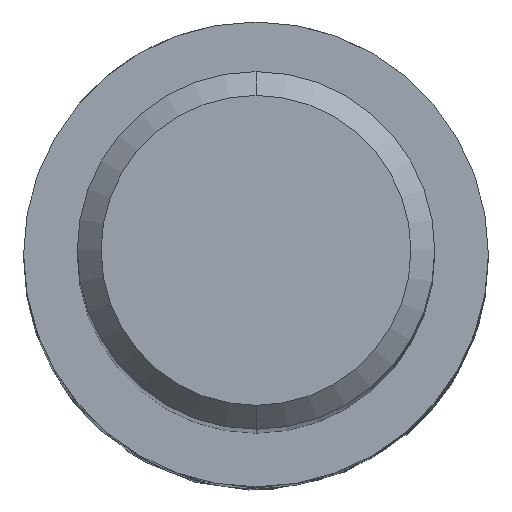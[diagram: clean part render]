
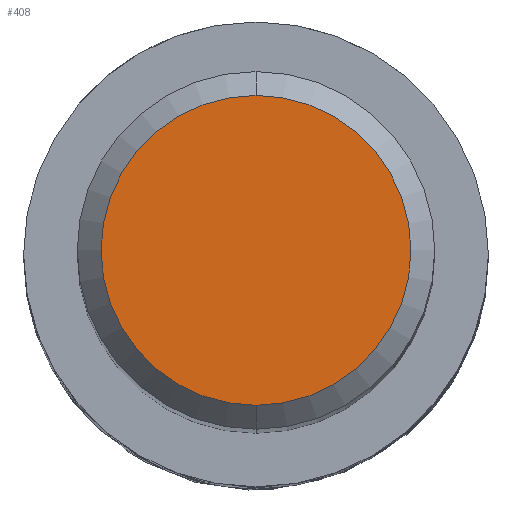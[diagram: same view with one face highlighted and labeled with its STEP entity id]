
A CAD part, top view. The second image highlights one B-rep face of the part: STEP entity #408.
In plain terms, the highlighted planar face has unit normal (0, 0, 1).
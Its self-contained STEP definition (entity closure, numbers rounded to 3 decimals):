
#408=ADVANCED_FACE('',(#959),#960,.T.);
#524=EDGE_CURVE('',#566,#574,#1088,.T.);
#566=VERTEX_POINT('',#1133);
#574=VERTEX_POINT('',#1141);
#782=EDGE_CURVE('',#574,#566,#1363,.T.);
#959=FACE_OUTER_BOUND('',#1727,.T.);
#960=PLANE('',#1728);
#1088=CIRCLE('',#2952,2.6);
#1133=CARTESIAN_POINT('',(0.0,2.6,0.0));
#1141=CARTESIAN_POINT('',(0.,-2.6,0.0));
#1363=CIRCLE('',#4770,2.6);
#1727=EDGE_LOOP('',(#4984,#4985));
#1728=AXIS2_PLACEMENT_3D('',#4986,#4987,#4988);
#2952=AXIS2_PLACEMENT_3D('',#5124,#5125,#5126);
#4770=AXIS2_PLACEMENT_3D('',#5397,#5398,#5399);
#4984=ORIENTED_EDGE('',*,*,#524,.F.);
#4985=ORIENTED_EDGE('',*,*,#782,.F.);
#4986=CARTESIAN_POINT('',(0.0,1.3,0.0));
#4987=DIRECTION('',(-0.0,0.0,1.0));
#4988=DIRECTION('',(0.0,-1.0,0.0));
#5124=CARTESIAN_POINT('',(0.0,0.0,0.0));
#5125=DIRECTION('',(0.0,0.0,-1.0));
#5126=DIRECTION('',(0.0,1.0,0.0));
#5397=CARTESIAN_POINT('',(0.0,0.0,0.0));
#5398=DIRECTION('',(0.0,0.0,-1.0));
#5399=DIRECTION('',(0.0,1.0,0.0));
